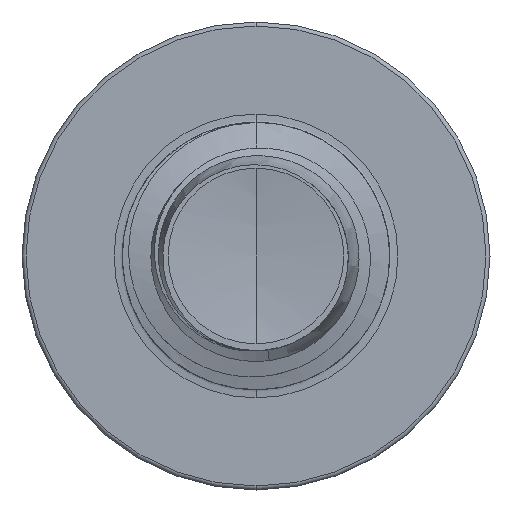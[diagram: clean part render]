
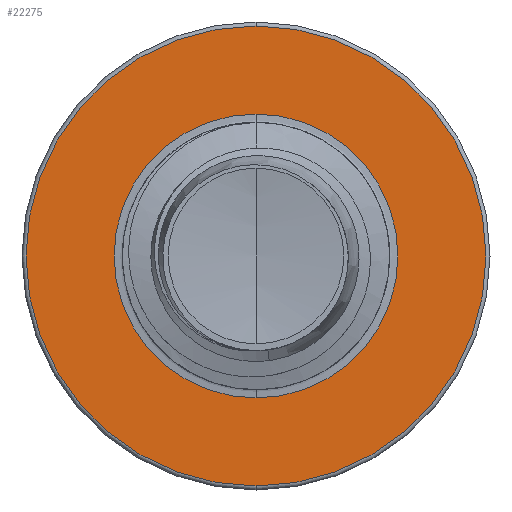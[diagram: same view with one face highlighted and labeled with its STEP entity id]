
A CAD part, front view. The second image highlights one B-rep face of the part: STEP entity #22275.
In plain terms, the highlighted planar face has unit normal (0, -1, 0).
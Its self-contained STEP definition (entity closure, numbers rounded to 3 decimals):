
#88 = CIRCLE ( 'NONE', #10325, 5.16 ) ;
#492 = CIRCLE ( 'NONE', #9169, 3.186 ) ;
#760 = CARTESIAN_POINT ( 'NONE',  ( 0., 12.5, 3.186 ) ) ;
#1248 = CARTESIAN_POINT ( 'NONE',  ( 0., 12.5, 0. ) ) ;
#1413 = AXIS2_PLACEMENT_3D ( 'NONE', #10722, #22688, #12458 ) ;
#2275 = ORIENTED_EDGE ( 'NONE', *, *, #9365, .T. ) ;
#2433 = CARTESIAN_POINT ( 'NONE',  ( 0., 12.5, 0. ) ) ;
#2899 = DIRECTION ( 'NONE',  ( 0., 1., 0. ) ) ;
#3056 = DIRECTION ( 'NONE',  ( 0., 0., 1. ) ) ;
#3238 = FACE_OUTER_BOUND ( 'NONE', #9567, .T. ) ;
#3764 = AXIS2_PLACEMENT_3D ( 'NONE', #1248, #13772, #3056 ) ;
#4244 = DIRECTION ( 'NONE',  ( 0., 0., 1. ) ) ;
#4419 = VERTEX_POINT ( 'NONE', #760 ) ;
#4666 = CIRCLE ( 'NONE', #3764, 3.186 ) ;
#5917 = ORIENTED_EDGE ( 'NONE', *, *, #14942, .F. ) ;
#7877 = EDGE_LOOP ( 'NONE', ( #14874, #2275 ) ) ;
#7934 = DIRECTION ( 'NONE',  ( 0., 1., 0. ) ) ;
#9169 = AXIS2_PLACEMENT_3D ( 'NONE', #2433, #14963, #4244 ) ;
#9365 = EDGE_CURVE ( 'NONE', #12577, #4419, #4666, .T. ) ;
#9567 = EDGE_LOOP ( 'NONE', ( #11396, #5917 ) ) ;
#9666 = CARTESIAN_POINT ( 'NONE',  ( 0., 12.5, -5.16 ) ) ;
#10325 = AXIS2_PLACEMENT_3D ( 'NONE', #18370, #7934, #20057 ) ;
#10351 = EDGE_CURVE ( 'NONE', #15946, #15579, #18728, .T. ) ;
#10722 = CARTESIAN_POINT ( 'NONE',  ( 0., 12.5, 0. ) ) ;
#10949 = AXIS2_PLACEMENT_3D ( 'NONE', #20477, #2899, #11930 ) ;
#11396 = ORIENTED_EDGE ( 'NONE', *, *, #10351, .F. ) ;
#11930 = DIRECTION ( 'NONE',  ( 0., 0., 1. ) ) ;
#12458 = DIRECTION ( 'NONE',  ( 0., 0., 1. ) ) ;
#12577 = VERTEX_POINT ( 'NONE', #17818 ) ;
#13772 = DIRECTION ( 'NONE',  ( 0., 1., 0. ) ) ;
#14392 = CARTESIAN_POINT ( 'NONE',  ( 0., 12.5, 5.16 ) ) ;
#14874 = ORIENTED_EDGE ( 'NONE', *, *, #14940, .T. ) ;
#14940 = EDGE_CURVE ( 'NONE', #4419, #12577, #492, .T. ) ;
#14942 = EDGE_CURVE ( 'NONE', #15579, #15946, #88, .T. ) ;
#14963 = DIRECTION ( 'NONE',  ( 0., 1., 0. ) ) ;
#15579 = VERTEX_POINT ( 'NONE', #9666 ) ;
#15946 = VERTEX_POINT ( 'NONE', #14392 ) ;
#17109 = PLANE ( 'NONE',  #10949 ) ;
#17818 = CARTESIAN_POINT ( 'NONE',  ( 0., 12.5, -3.186 ) ) ;
#18370 = CARTESIAN_POINT ( 'NONE',  ( 0., 12.5, 0. ) ) ;
#18728 = CIRCLE ( 'NONE', #1413, 5.16 ) ;
#20057 = DIRECTION ( 'NONE',  ( 0., 0., 1. ) ) ;
#20141 = FACE_BOUND ( 'NONE', #7877, .T. ) ;
#20477 = CARTESIAN_POINT ( 'NONE',  ( 0., 12.5, -3.186 ) ) ;
#22275 = ADVANCED_FACE ( 'NONE', ( #3238, #20141 ), #17109, .F. ) ;
#22688 = DIRECTION ( 'NONE',  ( 0., 1., 0. ) ) ;
